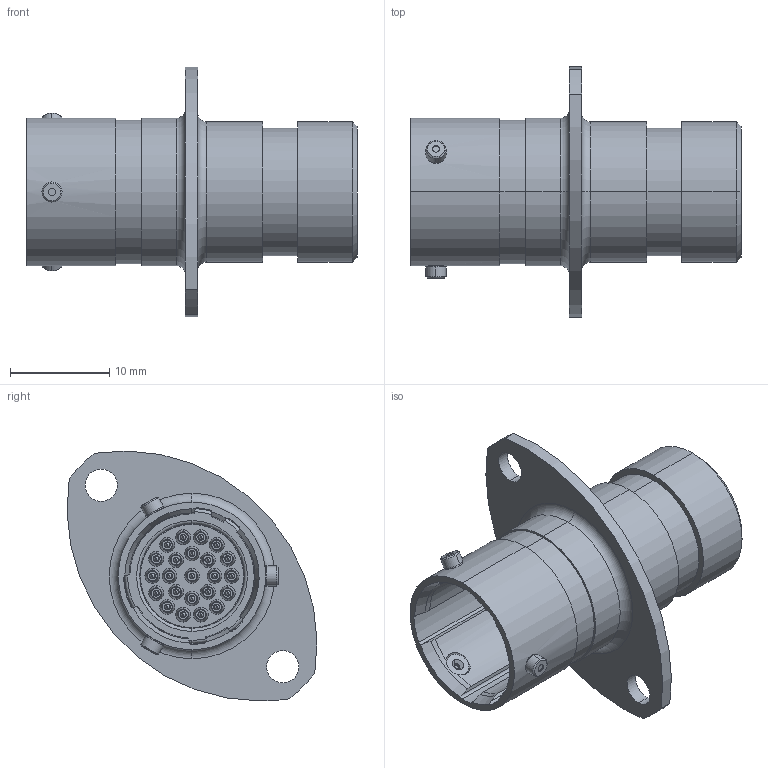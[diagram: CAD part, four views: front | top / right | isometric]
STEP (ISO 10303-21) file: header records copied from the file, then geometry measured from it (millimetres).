
FILE_DESCRIPTION (( 'STEP AP214' ), '1' );
FILE_NAME ('ASDD010-23PA.STEP', '2017-07-28T09:26:29', ( '' ), ( '' ), 'SwSTEP 2.0', 'SolidWorks 2015', '' );
FILE_SCHEMA (( 'AUTOMOTIVE_DESIGN' ));
Length unit declared in the file: inch
Products named in the file (1): ASDD010-23PA
Bounding box: 33.31 x 25.2 x 25.21 mm (x, y, z)
Volume: 3360.9 mm3; surface area: 5505.3 mm2
Topology: 1 solids, 26 shells, 2079 faces, 4844 edges, 3016 vertices
Faces by surface type: cylinder 763, plane 562, cone 348, torus 346, sphere 60
Entity records: 86341 total; most frequent: DIRECTION 11679, CARTESIAN_POINT 10991, ORIENTED_EDGE 9480, AXIS2_PLACEMENT_3D 5049, EDGE_CURVE 4740, CIRCLE 2969, VERTEX_POINT 2966, EDGE_LOOP 2386
